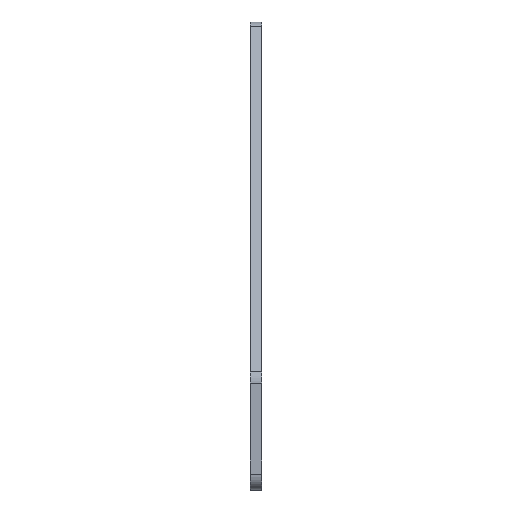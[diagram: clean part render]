
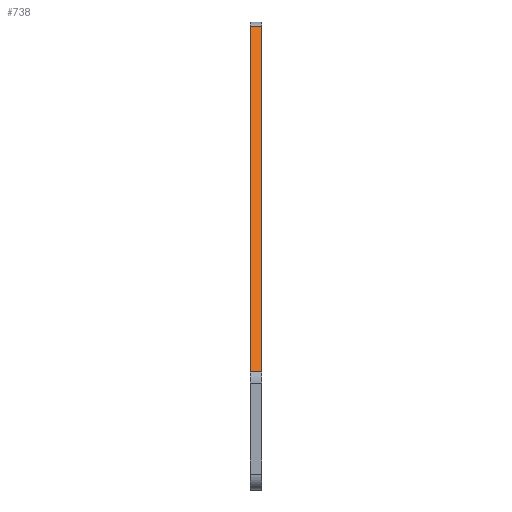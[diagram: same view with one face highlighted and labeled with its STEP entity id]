
A CAD part, left-side view. The second image highlights one B-rep face of the part: STEP entity #738.
In plain terms, the highlighted planar face has unit normal (-0.707, 0, 0.707).
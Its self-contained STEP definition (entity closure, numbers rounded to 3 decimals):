
#61 = EDGE_CURVE ( 'NONE', #335, #952, #1606, .T. ) ;
#92 = CARTESIAN_POINT ( 'NONE',  ( -51.414, 0., 7.879 ) ) ;
#117 = VERTEX_POINT ( 'NONE', #1281 ) ;
#154 = FACE_OUTER_BOUND ( 'NONE', #296, .T. ) ;
#270 = DIRECTION ( 'NONE',  ( -0.707, 0., -0.707 ) ) ;
#293 = DIRECTION ( 'NONE',  ( -0.707, 0., -0.707 ) ) ;
#295 = ORIENTED_EDGE ( 'NONE', *, *, #61, .T. ) ;
#296 = EDGE_LOOP ( 'NONE', ( #295, #572, #1539, #424 ) ) ;
#335 = VERTEX_POINT ( 'NONE', #2005 ) ;
#422 = DIRECTION ( 'NONE',  ( -0.707, 0., 0.707 ) ) ;
#424 = ORIENTED_EDGE ( 'NONE', *, *, #1313, .F. ) ;
#572 = ORIENTED_EDGE ( 'NONE', *, *, #1548, .F. ) ;
#591 = DIRECTION ( 'NONE',  ( -0.707, 0., -0.707 ) ) ;
#653 = CARTESIAN_POINT ( 'NONE',  ( -51.414, 1.5, 7.879 ) ) ;
#738 = ADVANCED_FACE ( 'NONE', ( #154 ), #1743, .T. ) ;
#795 = CARTESIAN_POINT ( 'NONE',  ( -7.879, 0., 51.414 ) ) ;
#832 = LINE ( 'NONE', #795, #1951 ) ;
#952 = VERTEX_POINT ( 'NONE', #653 ) ;
#955 = CARTESIAN_POINT ( 'NONE',  ( -7.293, 1.5, 52. ) ) ;
#1082 = VERTEX_POINT ( 'NONE', #1870 ) ;
#1190 = VECTOR ( 'NONE', #293, 1000. ) ;
#1233 = LINE ( 'NONE', #1413, #1190 ) ;
#1281 = CARTESIAN_POINT ( 'NONE',  ( -51.414, 0., 7.879 ) ) ;
#1313 = EDGE_CURVE ( 'NONE', #335, #1082, #832, .T. ) ;
#1315 = DIRECTION ( 'NONE',  ( 0., -1., 0. ) ) ;
#1413 = CARTESIAN_POINT ( 'NONE',  ( -7.293, 0., 52. ) ) ;
#1515 = EDGE_CURVE ( 'NONE', #1082, #117, #1233, .T. ) ;
#1539 = ORIENTED_EDGE ( 'NONE', *, *, #1515, .F. ) ;
#1548 = EDGE_CURVE ( 'NONE', #117, #952, #1874, .T. ) ;
#1606 = LINE ( 'NONE', #955, #1961 ) ;
#1624 = CARTESIAN_POINT ( 'NONE',  ( -7.293, 0., 52. ) ) ;
#1743 = PLANE ( 'NONE',  #1824 ) ;
#1824 = AXIS2_PLACEMENT_3D ( 'NONE', #1624, #422, #591 ) ;
#1870 = CARTESIAN_POINT ( 'NONE',  ( -7.879, 0., 51.414 ) ) ;
#1874 = LINE ( 'NONE', #92, #1875 ) ;
#1875 = VECTOR ( 'NONE', #1919, 1000. ) ;
#1919 = DIRECTION ( 'NONE',  ( 0., 1., 0. ) ) ;
#1951 = VECTOR ( 'NONE', #1315, 1000. ) ;
#1961 = VECTOR ( 'NONE', #270, 1000. ) ;
#2005 = CARTESIAN_POINT ( 'NONE',  ( -7.879, 1.5, 51.414 ) ) ;
